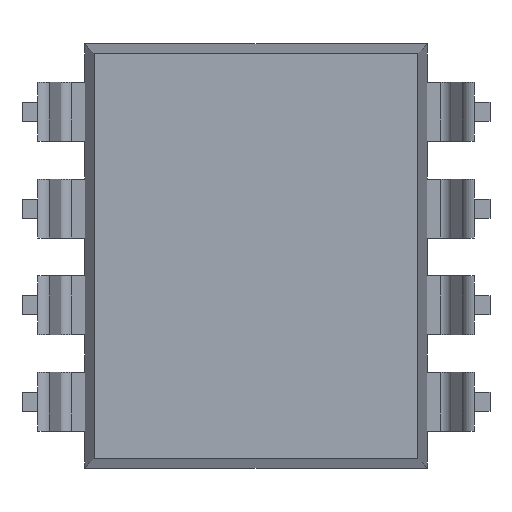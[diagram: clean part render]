
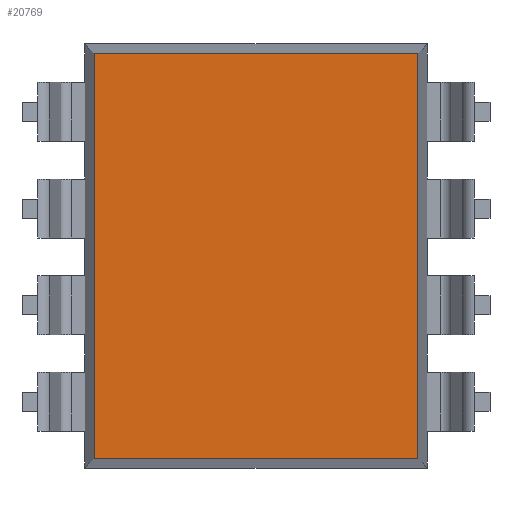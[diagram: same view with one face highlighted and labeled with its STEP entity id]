
A CAD part, front view. The second image highlights one B-rep face of the part: STEP entity #20769.
In plain terms, the highlighted planar face has unit normal (0, -1, 0).
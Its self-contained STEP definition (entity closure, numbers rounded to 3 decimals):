
#268 = CARTESIAN_POINT ( 'NONE',  ( 4.254, -2., 0. ) ) ;
#1260 = CARTESIAN_POINT ( 'NONE',  ( 0., -2., 0. ) ) ;
#2700 = DIRECTION ( 'NONE',  ( 0., 1., 0. ) ) ;
#3547 = ORIENTED_EDGE ( 'NONE', *, *, #10687, .F. ) ;
#3850 = CARTESIAN_POINT ( 'NONE',  ( 4.254, -2., -5.329 ) ) ;
#6680 = CARTESIAN_POINT ( 'NONE',  ( -4.254, -2., 0. ) ) ;
#7335 = EDGE_CURVE ( 'NONE', #14954, #19366, #11552, .T. ) ;
#7914 = VERTEX_POINT ( 'NONE', #10076 ) ;
#8239 = DIRECTION ( 'NONE',  ( 0., 0., 1. ) ) ;
#8657 = DIRECTION ( 'NONE',  ( 1., 0., 0. ) ) ;
#8853 = AXIS2_PLACEMENT_3D ( 'NONE', #1260, #2700, #14262 ) ;
#9921 = VERTEX_POINT ( 'NONE', #12905 ) ;
#10076 = CARTESIAN_POINT ( 'NONE',  ( 4.254, -2., 5.329 ) ) ;
#10174 = ORIENTED_EDGE ( 'NONE', *, *, #14444, .F. ) ;
#10284 = VECTOR ( 'NONE', #8657, 1000. ) ;
#10318 = CARTESIAN_POINT ( 'NONE',  ( 0., -2., 5.329 ) ) ;
#10402 = VECTOR ( 'NONE', #8239, 1000. ) ;
#10687 = EDGE_CURVE ( 'NONE', #19366, #9921, #21775, .T. ) ;
#10808 = EDGE_LOOP ( 'NONE', ( #12411, #10174, #3547, #11156 ) ) ;
#11156 = ORIENTED_EDGE ( 'NONE', *, *, #7335, .F. ) ;
#11552 = LINE ( 'NONE', #21595, #11666 ) ;
#11666 = VECTOR ( 'NONE', #13421, 1000. ) ;
#12411 = ORIENTED_EDGE ( 'NONE', *, *, #14552, .F. ) ;
#12905 = CARTESIAN_POINT ( 'NONE',  ( -4.254, -2., 5.329 ) ) ;
#13421 = DIRECTION ( 'NONE',  ( -1., 0., 0. ) ) ;
#14262 = DIRECTION ( 'NONE',  ( 0., 0., 1. ) ) ;
#14444 = EDGE_CURVE ( 'NONE', #9921, #7914, #18699, .T. ) ;
#14552 = EDGE_CURVE ( 'NONE', #7914, #14954, #17261, .T. ) ;
#14954 = VERTEX_POINT ( 'NONE', #3850 ) ;
#16346 = FACE_OUTER_BOUND ( 'NONE', #10808, .T. ) ;
#16450 = VECTOR ( 'NONE', #17374, 1000. ) ;
#17261 = LINE ( 'NONE', #268, #16450 ) ;
#17374 = DIRECTION ( 'NONE',  ( 0., 0., -1. ) ) ;
#17712 = PLANE ( 'NONE',  #8853 ) ;
#18190 = CARTESIAN_POINT ( 'NONE',  ( -4.254, -2., -5.329 ) ) ;
#18699 = LINE ( 'NONE', #10318, #10284 ) ;
#19366 = VERTEX_POINT ( 'NONE', #18190 ) ;
#20769 = ADVANCED_FACE ( 'NONE', ( #16346 ), #17712, .F. ) ;
#21595 = CARTESIAN_POINT ( 'NONE',  ( 0., -2., -5.329 ) ) ;
#21775 = LINE ( 'NONE', #6680, #10402 ) ;
